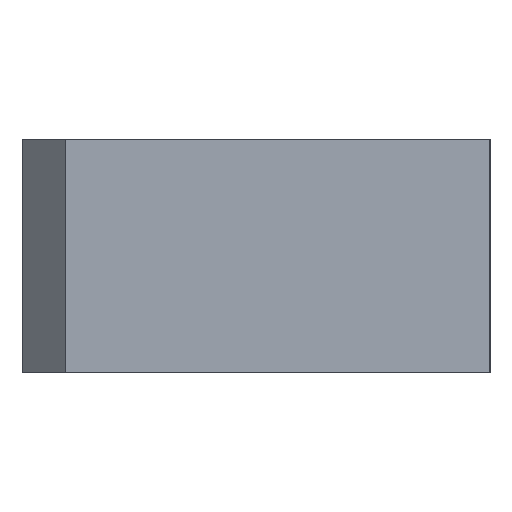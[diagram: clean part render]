
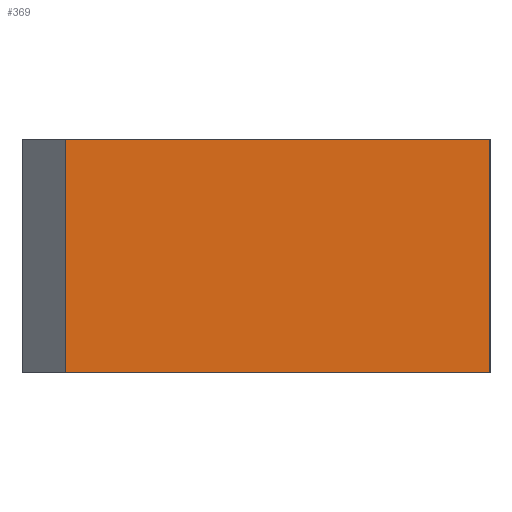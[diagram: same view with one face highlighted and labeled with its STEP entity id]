
A CAD part, left-side view. The second image highlights one B-rep face of the part: STEP entity #369.
In plain terms, the highlighted planar face has unit normal (-1, 0, 0).
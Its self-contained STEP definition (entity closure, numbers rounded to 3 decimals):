
#350 = EDGE_CURVE ( 'NONE', #351, #377, #2130, .T. ) ;
#351 = VERTEX_POINT ( 'NONE', #2126 ) ;
#352 = ORIENTED_EDGE ( 'NONE', *, *, #353, .T. ) ;
#353 = EDGE_CURVE ( 'NONE', #351, #373, #2125, .T. ) ;
#369 = ADVANCED_FACE ( 'NONE', ( #2158 ), #2157, .F. ) ;
#370 = EDGE_LOOP ( 'NONE', ( #371, #375, #378, #352 ) ) ;
#371 = ORIENTED_EDGE ( 'NONE', *, *, #372, .T. ) ;
#372 = EDGE_CURVE ( 'NONE', #373, #374, #2219, .T. ) ;
#373 = VERTEX_POINT ( 'NONE', #2215 ) ;
#374 = VERTEX_POINT ( 'NONE', #2214 ) ;
#375 = ORIENTED_EDGE ( 'NONE', *, *, #376, .F. ) ;
#376 = EDGE_CURVE ( 'NONE', #377, #374, #2213, .T. ) ;
#377 = VERTEX_POINT ( 'NONE', #2209 ) ;
#378 = ORIENTED_EDGE ( 'NONE', *, *, #350, .F. ) ;
#2124 = CARTESIAN_POINT ( 'NONE',  ( 0., 29., 8. ) ) ;
#2125 = LINE ( 'NONE', #2124, #2191 ) ;
#2126 = CARTESIAN_POINT ( 'NONE',  ( 0., 29., 8. ) ) ;
#2127 = DIRECTION ( 'NONE',  ( 0., -1., 0. ) ) ;
#2128 = VECTOR ( 'NONE', #2127, 1000. ) ;
#2129 = CARTESIAN_POINT ( 'NONE',  ( 0., 0., 8. ) ) ;
#2130 = LINE ( 'NONE', #2129, #2128 ) ;
#2157 = PLANE ( 'NONE',  #2223 ) ;
#2158 = FACE_OUTER_BOUND ( 'NONE', #370, .T. ) ;
#2190 = DIRECTION ( 'NONE',  ( 0., 0., -1. ) ) ;
#2191 = VECTOR ( 'NONE', #2190, 1000. ) ;
#2209 = CARTESIAN_POINT ( 'NONE',  ( 0., 0., 8. ) ) ;
#2210 = DIRECTION ( 'NONE',  ( 0., 0., -1. ) ) ;
#2211 = VECTOR ( 'NONE', #2210, 1000. ) ;
#2212 = CARTESIAN_POINT ( 'NONE',  ( 0., 0., 8. ) ) ;
#2213 = LINE ( 'NONE', #2212, #2211 ) ;
#2214 = CARTESIAN_POINT ( 'NONE',  ( 0., 0., -8. ) ) ;
#2215 = CARTESIAN_POINT ( 'NONE',  ( 0., 29., -8. ) ) ;
#2216 = DIRECTION ( 'NONE',  ( 0., -1., 0. ) ) ;
#2217 = VECTOR ( 'NONE', #2216, 1000. ) ;
#2218 = CARTESIAN_POINT ( 'NONE',  ( 0., 0., -8. ) ) ;
#2219 = LINE ( 'NONE', #2218, #2217 ) ;
#2220 = DIRECTION ( 'NONE',  ( 0., 0., -1. ) ) ;
#2221 = DIRECTION ( 'NONE',  ( 1., 0., 0. ) ) ;
#2222 = CARTESIAN_POINT ( 'NONE',  ( 0., 0., 8. ) ) ;
#2223 = AXIS2_PLACEMENT_3D ( 'NONE', #2222, #2221, #2220 ) ;
